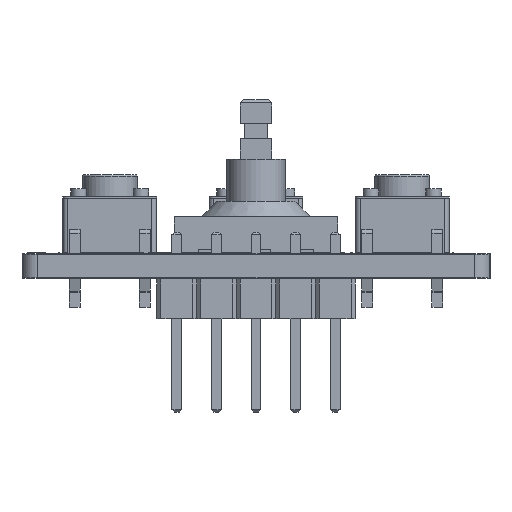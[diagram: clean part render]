
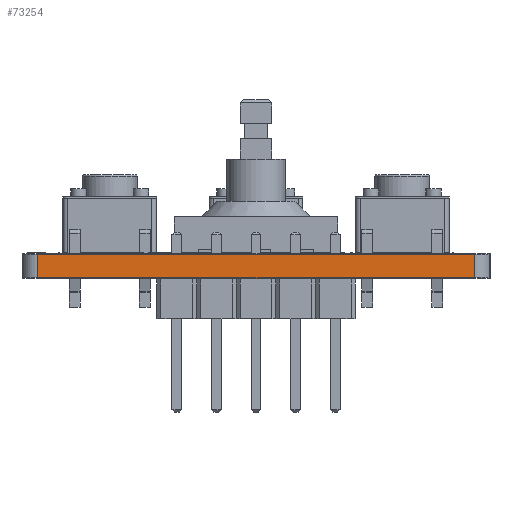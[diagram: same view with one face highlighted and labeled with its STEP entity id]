
A CAD part, left-side view. The second image highlights one B-rep face of the part: STEP entity #73254.
In plain terms, the highlighted planar face has unit normal (-1, 0, 0).
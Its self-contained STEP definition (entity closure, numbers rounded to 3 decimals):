
#71555 = VERTEX_POINT('',#71556);
#71556 = CARTESIAN_POINT('',(100.,-101.,0.));
#71563 = EDGE_CURVE('',#71564,#71555,#71566,.T.);
#71564 = VERTEX_POINT('',#71565);
#71565 = CARTESIAN_POINT('',(100.,-129.,0.));
#71566 = LINE('',#71567,#71568);
#71567 = CARTESIAN_POINT('',(100.,-129.,0.));
#71568 = VECTOR('',#71569,1.);
#71569 = DIRECTION('',(0.,1.,0.));
#72391 = VERTEX_POINT('',#72392);
#72392 = CARTESIAN_POINT('',(100.,-101.,1.51));
#72399 = EDGE_CURVE('',#72400,#72391,#72402,.T.);
#72400 = VERTEX_POINT('',#72401);
#72401 = CARTESIAN_POINT('',(100.,-129.,1.51));
#72402 = LINE('',#72403,#72404);
#72403 = CARTESIAN_POINT('',(100.,-129.,1.51));
#72404 = VECTOR('',#72405,1.);
#72405 = DIRECTION('',(0.,1.,0.));
#73224 = EDGE_CURVE('',#71555,#72391,#73225,.T.);
#73225 = LINE('',#73226,#73227);
#73226 = CARTESIAN_POINT('',(100.,-101.,0.));
#73227 = VECTOR('',#73228,1.);
#73228 = DIRECTION('',(0.,0.,1.));
#73254 = ADVANCED_FACE('',(#73255),#73266,.T.);
#73255 = FACE_BOUND('',#73256,.T.);
#73256 = EDGE_LOOP('',(#73257,#73263,#73264,#73265));
#73257 = ORIENTED_EDGE('',*,*,#73258,.T.);
#73258 = EDGE_CURVE('',#71564,#72400,#73259,.T.);
#73259 = LINE('',#73260,#73261);
#73260 = CARTESIAN_POINT('',(100.,-129.,0.));
#73261 = VECTOR('',#73262,1.);
#73262 = DIRECTION('',(0.,0.,1.));
#73263 = ORIENTED_EDGE('',*,*,#72399,.T.);
#73264 = ORIENTED_EDGE('',*,*,#73224,.F.);
#73265 = ORIENTED_EDGE('',*,*,#71563,.F.);
#73266 = PLANE('',#73267);
#73267 = AXIS2_PLACEMENT_3D('',#73268,#73269,#73270);
#73268 = CARTESIAN_POINT('',(100.,-129.,0.));
#73269 = DIRECTION('',(-1.,0.,0.));
#73270 = DIRECTION('',(0.,1.,0.));
